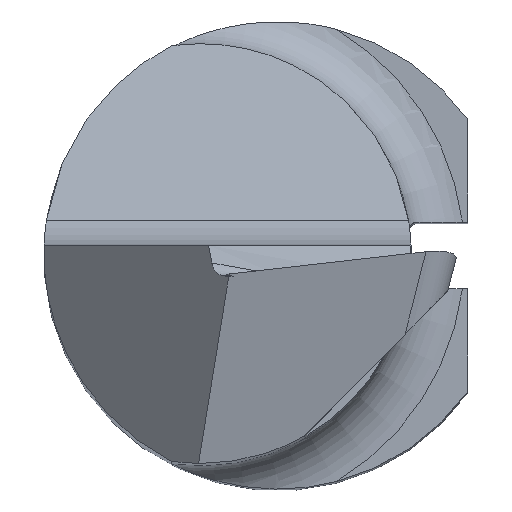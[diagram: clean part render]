
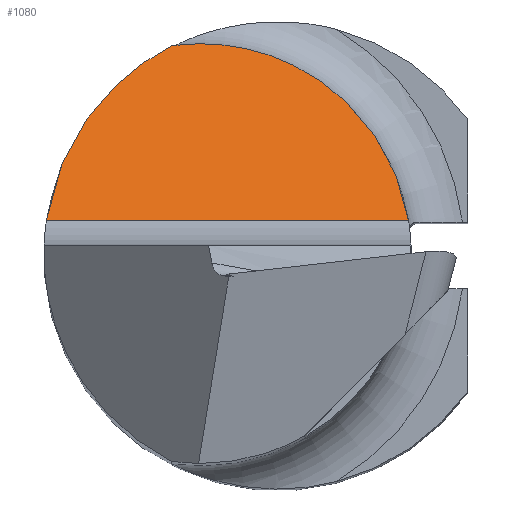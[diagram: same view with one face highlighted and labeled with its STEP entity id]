
A CAD part, top view. The second image highlights one B-rep face of the part: STEP entity #1080.
In plain terms, the highlighted planar face has unit normal (0, 0.766, 0.643).
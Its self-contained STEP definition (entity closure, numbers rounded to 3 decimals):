
#27 = EDGE_CURVE ( 'NONE', #737, #869, #308, .T. ) ;
#68 = ORIENTED_EDGE ( 'NONE', *, *, #27, .T. ) ;
#96 = EDGE_LOOP ( 'NONE', ( #68, #655, #659 ) ) ;
#100 = CARTESIAN_POINT ( 'NONE',  ( -1.587, 3.12, 26.4 ) ) ;
#132 = EDGE_CURVE ( 'NONE', #737, #986, #299, .T. ) ;
#199 = FACE_OUTER_BOUND ( 'NONE', #96, .T. ) ;
#211 = CARTESIAN_POINT ( 'NONE',  ( -1.587, 3.12, 26.4 ) ) ;
#230 = CARTESIAN_POINT ( 'NONE',  ( -3.301, 1.646, 28.156 ) ) ;
#299 =( BOUNDED_CURVE ( )  B_SPLINE_CURVE ( 3, ( #518, #230, #868, #211 ),
 .UNSPECIFIED., .F., .T. ) 
 B_SPLINE_CURVE_WITH_KNOTS ( ( 4, 4 ),
 ( 4.854, 5.813 ),
 .UNSPECIFIED. ) 
 CURVE ( )  GEOMETRIC_REPRESENTATION_ITEM ( )  RATIONAL_B_SPLINE_CURVE ( ( 1., 0.925, 0.925, 1. ) ) 
 REPRESENTATION_ITEM ( '' )  );
#308 = LINE ( 'NONE', #644, #852 ) ;
#518 = CARTESIAN_POINT ( 'NONE',  ( -3.465, 0.494, 29.529 ) ) ;
#559 = CARTESIAN_POINT ( 'NONE',  ( -3.465, 0.494, 29.529 ) ) ;
#622 = CARTESIAN_POINT ( 'NONE',  ( 0.214, 3.372, 26.099 ) ) ;
#644 = CARTESIAN_POINT ( 'NONE',  ( -3.5, 0.494, 29.529 ) ) ;
#654 = CARTESIAN_POINT ( 'NONE',  ( -3.5, 0.494, 29.529 ) ) ;
#655 = ORIENTED_EDGE ( 'NONE', *, *, #912, .T. ) ;
#659 = ORIENTED_EDGE ( 'NONE', *, *, #132, .F. ) ;
#737 = VERTEX_POINT ( 'NONE', #559 ) ;
#765 = CARTESIAN_POINT ( 'NONE',  ( 1.961, 0.494, 29.529 ) ) ;
#797 = CARTESIAN_POINT ( 'NONE',  ( -1.587, 3.12, 26.4 ) ) ;
#829 = DIRECTION ( 'NONE',  ( 1., 0., 0. ) ) ;
#850 = PLANE ( 'NONE',  #925 ) ;
#852 = VECTOR ( 'NONE', #829, 1000. ) ;
#868 = CARTESIAN_POINT ( 'NONE',  ( -2.624, 2.592, 27.029 ) ) ;
#869 = VERTEX_POINT ( 'NONE', #765 ) ;
#912 = EDGE_CURVE ( 'NONE', #869, #986, #1205, .T. ) ;
#925 = AXIS2_PLACEMENT_3D ( 'NONE', #654, #934, #1019 ) ;
#934 = DIRECTION ( 'NONE',  ( 0., -0.766, -0.643 ) ) ;
#982 = CARTESIAN_POINT ( 'NONE',  ( 1.676, 2.29, 27.388 ) ) ;
#986 = VERTEX_POINT ( 'NONE', #100 ) ;
#1019 = DIRECTION ( 'NONE',  ( 0., 0.643, -0.766 ) ) ;
#1077 = CARTESIAN_POINT ( 'NONE',  ( 1.961, 0.494, 29.529 ) ) ;
#1080 = ADVANCED_FACE ( 'NONE', ( #199 ), #850, .F. ) ;
#1205 =( BOUNDED_CURVE ( )  B_SPLINE_CURVE ( 3, ( #1077, #982, #622, #797 ),
 .UNSPECIFIED., .F., .T. ) 
 B_SPLINE_CURVE_WITH_KNOTS ( ( 4, 4 ),
 ( 4.87, 6.422 ),
 .UNSPECIFIED. ) 
 CURVE ( )  GEOMETRIC_REPRESENTATION_ITEM ( )  RATIONAL_B_SPLINE_CURVE ( ( 1., 0.809, 0.809, 1. ) ) 
 REPRESENTATION_ITEM ( '' )  );
